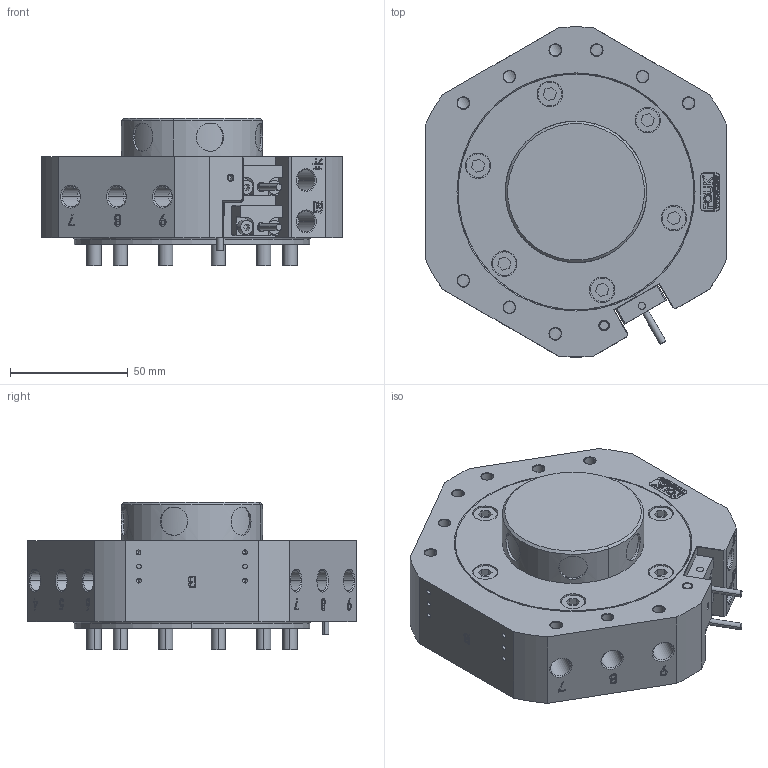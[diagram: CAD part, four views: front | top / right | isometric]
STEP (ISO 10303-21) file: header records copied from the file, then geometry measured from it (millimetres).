
FILE_DESCRIPTION (( 'STEP AP214' ), '1' );
FILE_NAME ('QTC75-M.STEP', '2025-12-29T01:25:55', ( 'USER-' ), ( 'Microsoft' ), 'SwSTEP 2.0', 'SolidWorks 2018', '' );
FILE_SCHEMA (( 'AUTOMOTIVE_DESIGN' ));
Length unit declared in the file: millimetre
Products named in the file (7): QTC75-M-01 鼠攫翋釱; QTC50-M-08 QTC換覜ん揤輸; QTC75-M; 4mm眻噤換覜ん; 16x8-R1.5; M6x40内六角圆柱头螺钉; QTC75-M-02 鼠攫詩迖
Assembly tree (14 placements, depth 2):
  QTC75-M
    QTC75-M-01 鼠攫翋釱
    QTC75-M-02 鼠攫詩迖
    16x8-R1.5
    4mm眻噤換覜ん  x3
    QTC50-M-08 QTC換覜ん揤輸  x2
    M6x40内六角圆柱头螺钉  x6
Bounding box: 128 x 139.91 x 62.5 mm (x, y, z)
Volume: 540411.1 mm3; surface area: 91405.6 mm2
Topology: 14 solids, 23 shells, 1189 faces, 3008 edges, 1953 vertices
Faces by surface type: plane 570, cylinder 284, bspline 232, cone 101, torus 2
Entity records: 44179 total; most frequent: CARTESIAN_POINT 19254, ORIENTED_EDGE 5352, DIRECTION 4341, EDGE_CURVE 2676, VERTEX_POINT 1757, VECTOR 1669, LINE 1669, AXIS2_PLACEMENT_3D 1336
